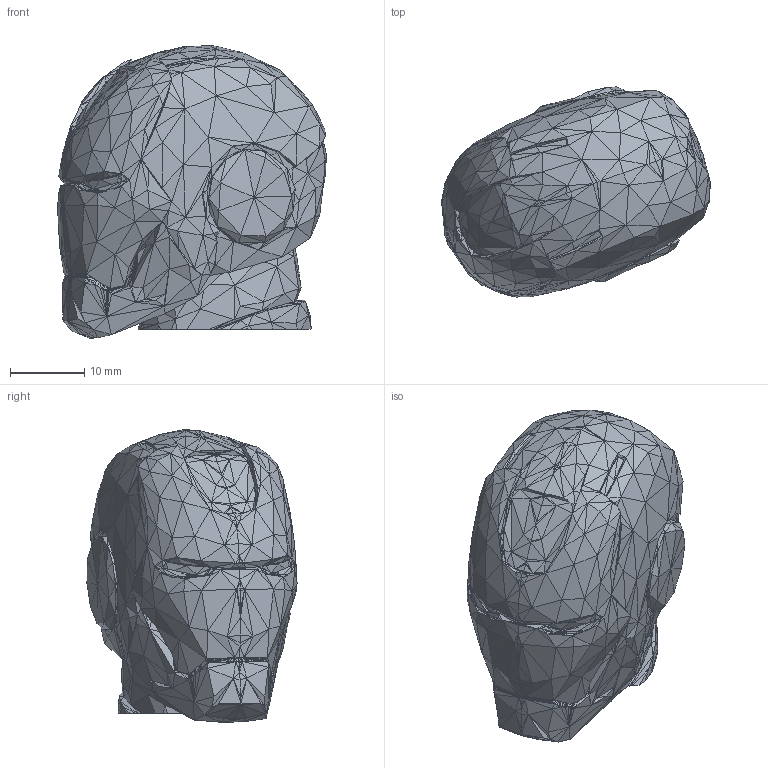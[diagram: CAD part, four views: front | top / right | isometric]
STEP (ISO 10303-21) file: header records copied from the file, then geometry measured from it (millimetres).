
FILE_DESCRIPTION(/* description */ (''),/* implementation_level */ '2;1');
FILE_NAME(/* name */ 'glowa.step',/* time_stamp */ '2025-04-01T12:23:12+02:00',/* author */ (''),/* organization */ (''),/* preprocessor_version */ 'ST-DEVELOPER v20.1',/* originating_system */ 'Autodesk Translation Framework v14.4.0.0',/* authorisation */ '');
FILE_SCHEMA (('AUTOMOTIVE_DESIGN { 1 0 10303 214 3 1 1 }'));
Length unit declared in the file: millimetre
Products named in the file (2): platforma; glowa
Assembly tree (1 placements, depth 2):
  platforma
    glowa
Bounding box: 36.27 x 28.33 x 39.44 mm (x, y, z)
Volume: 21029 mm3; surface area: 5124.3 mm2
Topology: 3 solids, 3 shells, 2516 faces, 4241 edges, 1649 vertices
Faces by surface type: plane 2516
Entity records: 53189 total; most frequent: DIRECTION 9279, ORIENTED_EDGE 8482, CARTESIAN_POINT 8409, LINE 4241, VECTOR 4241, EDGE_CURVE 4241, AXIS2_PLACEMENT_3D 2519, EDGE_LOOP 2517
